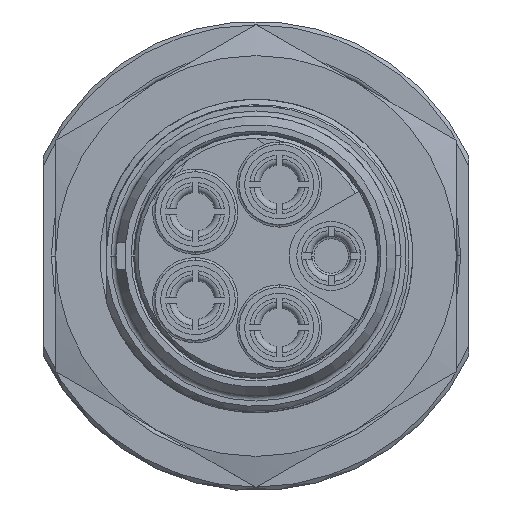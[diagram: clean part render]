
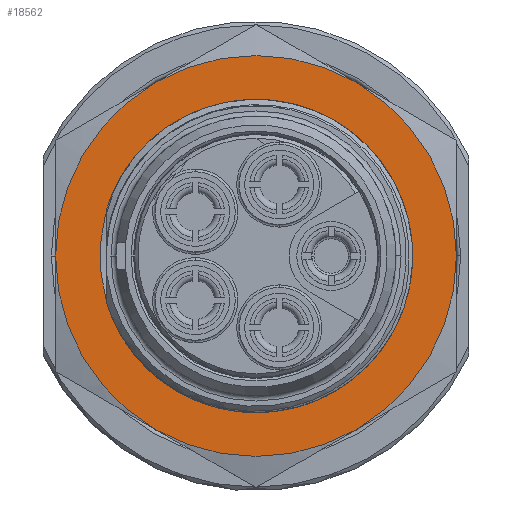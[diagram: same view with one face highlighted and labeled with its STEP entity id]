
A CAD part, left-side view. The second image highlights one B-rep face of the part: STEP entity #18562.
In plain terms, the highlighted planar face has unit normal (-1, 0, 0).
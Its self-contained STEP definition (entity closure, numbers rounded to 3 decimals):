
#3480=CARTESIAN_POINT('',(17.2,0.,0.));
#3481=DIRECTION('',(1.,0.,0.));
#3482=DIRECTION('',(0.,-0.403,0.915));
#3483=AXIS2_PLACEMENT_3D('',#3480,#3481,#3482);
#3597=CARTESIAN_POINT('',(17.2,0.,0.));
#3598=DIRECTION('',(1.,0.,0.));
#3599=DIRECTION('',(0.,-0.5,0.866));
#3600=AXIS2_PLACEMENT_3D('',#3597,#3598,#3599);
#3602=CARTESIAN_POINT('',(17.2,0.,0.));
#3603=DIRECTION('',(1.,0.,0.));
#3604=DIRECTION('',(0.,-1.,0.));
#3605=AXIS2_PLACEMENT_3D('',#3602,#3603,#3604);
#3607=CARTESIAN_POINT('',(17.2,0.,0.));
#3608=DIRECTION('',(-1.,0.,0.));
#3609=DIRECTION('',(0.,1.,0.));
#3610=AXIS2_PLACEMENT_3D('',#3607,#3608,#3609);
#3612=CARTESIAN_POINT('',(17.2,0.,0.));
#3613=DIRECTION('',(-1.,0.,0.));
#3614=DIRECTION('',(0.,0.5,0.866));
#3615=AXIS2_PLACEMENT_3D('',#3612,#3613,#3614);
#3617=CARTESIAN_POINT('',(17.2,10.8,6.235));
#3618=CARTESIAN_POINT('',(17.2,10.708,6.399));
#3619=CARTESIAN_POINT('',(17.2,10.515,6.724));
#3620=CARTESIAN_POINT('',(17.2,10.201,7.201));
#3621=CARTESIAN_POINT('',(17.2,9.976,7.511));
#3622=CARTESIAN_POINT('',(17.2,9.859,7.663));
#3624=CARTESIAN_POINT('',(17.2,11.346,5.126));
#3625=CARTESIAN_POINT('',(17.2,11.294,5.247));
#3626=CARTESIAN_POINT('',(17.2,11.185,5.491));
#3627=CARTESIAN_POINT('',(17.2,11.002,5.864));
#3628=CARTESIAN_POINT('',(17.2,10.869,6.111));
#3629=CARTESIAN_POINT('',(17.2,10.8,6.235));
#3649=CARTESIAN_POINT('',(17.2,-8.,13.856));
#3651=CARTESIAN_POINT('',(17.2,0.,0.));
#3652=DIRECTION('',(-1.,0.,0.));
#3653=DIRECTION('',(0.,-0.5,0.866));
#3654=AXIS2_PLACEMENT_3D('',#3651,#3652,#3653);
#3934=CARTESIAN_POINT('',(17.2,8.,-13.856));
#3936=CARTESIAN_POINT('',(17.2,0.,0.));
#3937=DIRECTION('',(-1.,0.,0.));
#3938=DIRECTION('',(0.,0.5,-0.866));
#3939=AXIS2_PLACEMENT_3D('',#3936,#3937,#3938);
#3989=CARTESIAN_POINT('',(17.2,-8.,-13.856));
#4037=CARTESIAN_POINT('',(17.2,-16.,0.));
#5299=CARTESIAN_POINT('',(17.2,9.859,7.663));
#5300=CARTESIAN_POINT('',(17.2,9.799,7.743));
#5301=CARTESIAN_POINT('',(17.2,9.678,7.903));
#5302=CARTESIAN_POINT('',(17.2,9.553,8.059));
#5303=CARTESIAN_POINT('',(17.2,9.489,8.136));
#5335=CARTESIAN_POINT('',(17.2,0.,0.));
#5336=DIRECTION('',(1.,0.,0.));
#5337=DIRECTION('',(0.,0.759,0.651));
#5338=AXIS2_PLACEMENT_3D('',#5335,#5336,#5337);
#5380=CARTESIAN_POINT('',(17.2,-2.895,12.16));
#5381=CARTESIAN_POINT('',(17.2,-3.078,12.112));
#5382=CARTESIAN_POINT('',(17.2,-3.441,12.009));
#5383=CARTESIAN_POINT('',(17.2,-3.978,11.828));
#5384=CARTESIAN_POINT('',(17.2,-4.506,11.624));
#5385=CARTESIAN_POINT('',(17.2,-4.85,11.472));
#5386=CARTESIAN_POINT('',(17.2,-5.021,11.393));
#13335=CARTESIAN_POINT('',(17.2,16.,0.));
#13383=CARTESIAN_POINT('',(17.2,8.,13.856));
#16581=VERTEX_POINT('',#3649);
#16584=VERTEX_POINT('',#4037);
#16587=VERTEX_POINT('',#3989);
#16599=VERTEX_POINT('',#3934);
#16602=VERTEX_POINT('',#13335);
#16605=VERTEX_POINT('',#13383);
#16609=VERTEX_POINT('',#3624);
#16610=VERTEX_POINT('',#3629);
#16625=CARTESIAN_POINT('',(17.2,9.489,8.136));
#16626=CARTESIAN_POINT('',(17.2,-2.895,12.16));
#16627=VERTEX_POINT('',#16625);
#16628=VERTEX_POINT('',#16626);
#16673=VERTEX_POINT('',#5299);
#16678=VERTEX_POINT('',#5386);
#18530=CARTESIAN_POINT('',(17.2,0.,0.));
#18531=DIRECTION('',(1.,0.,0.));
#18532=DIRECTION('',(0.,0.,-1.));
#18533=AXIS2_PLACEMENT_3D('',#18530,#18531,#18532);
#18534=PLANE('348',#18533);
#18536=ORIENTED_EDGE('1609',*,*,#18535,.F.);
#18538=ORIENTED_EDGE('1600',*,*,#18537,.T.);
#18540=ORIENTED_EDGE('1601',*,*,#18539,.T.);
#18542=ORIENTED_EDGE('1608',*,*,#18541,.F.);
#18544=ORIENTED_EDGE('1605',*,*,#18543,.F.);
#18546=ORIENTED_EDGE('1604',*,*,#18545,.F.);
#18547=EDGE_LOOP('348',(#18536,#18538,#18540,#18542,#18544,#18546));
#18548=FACE_OUTER_BOUND('348',#18547,.F.);
#18550=ORIENTED_EDGE('1651',*,*,#18549,.F.);
#18552=ORIENTED_EDGE('1676',*,*,#18551,.F.);
#18554=ORIENTED_EDGE('1727',*,*,#18553,.F.);
#18556=ORIENTED_EDGE('1635',*,*,#18555,.F.);
#18557=ORIENTED_EDGE('1743',*,*,#18502,.F.);
#18559=ORIENTED_EDGE('1680',*,*,#18558,.F.);
#18560=EDGE_LOOP('348',(#18550,#18552,#18554,#18556,#18557,#18559));
#18561=FACE_BOUND('348',#18560,.F.);
#3484=CIRCLE('1743',#3483,12.45);
#3601=CIRCLE('1600',#3600,16.);
#3606=CIRCLE('1601',#3605,16.);
#3611=CIRCLE('1605',#3610,16.);
#3616=CIRCLE('1604',#3615,16.);
#3623=B_SPLINE_CURVE_WITH_KNOTS('1727',3,(#3617,#3618,#3619,#3620,#3621,#3622),
.UNSPECIFIED.,.F.,.F.,(4,1,1,4),(0.,0.333,0.667,1.),
.UNSPECIFIED.);
#3630=B_SPLINE_CURVE_WITH_KNOTS('1635',3,(#3624,#3625,#3626,#3627,#3628,#3629),
.UNSPECIFIED.,.F.,.F.,(4,1,1,4),(0.,0.333,0.667,1.),
.UNSPECIFIED.);
#3655=CIRCLE('1609',#3654,16.);
#3940=CIRCLE('1608',#3939,16.);
#5304=B_SPLINE_CURVE_WITH_KNOTS('1676',3,(#5299,#5300,#5301,#5302,#5303),
.UNSPECIFIED.,.F.,.F.,(4,1,4),(0.,0.5,1.),.UNSPECIFIED.);
#5339=CIRCLE('1651',#5338,12.5);
#5387=B_SPLINE_CURVE_WITH_KNOTS('1680',3,(#5380,#5381,#5382,#5383,#5384,#5385,
#5386),.UNSPECIFIED.,.F.,.F.,(4,1,1,1,4),(0.,0.25,0.5,0.75,1.),
.UNSPECIFIED.);
#18502=EDGE_CURVE('1743',#16678,#16609,#3484,.T.);
#18535=EDGE_CURVE('1609',#16581,#16605,#3655,.T.);
#18537=EDGE_CURVE('1600',#16581,#16584,#3601,.T.);
#18539=EDGE_CURVE('1601',#16584,#16587,#3606,.T.);
#18541=EDGE_CURVE('1608',#16599,#16587,#3940,.T.);
#18543=EDGE_CURVE('1605',#16602,#16599,#3611,.T.);
#18545=EDGE_CURVE('1604',#16605,#16602,#3616,.T.);
#18549=EDGE_CURVE('1651',#16627,#16628,#5339,.T.);
#18551=EDGE_CURVE('1676',#16673,#16627,#5304,.T.);
#18553=EDGE_CURVE('1727',#16610,#16673,#3623,.T.);
#18555=EDGE_CURVE('1635',#16609,#16610,#3630,.T.);
#18558=EDGE_CURVE('1680',#16628,#16678,#5387,.T.);
#18562=ADVANCED_FACE('348',(#18548,#18561),#18534,.F.);
